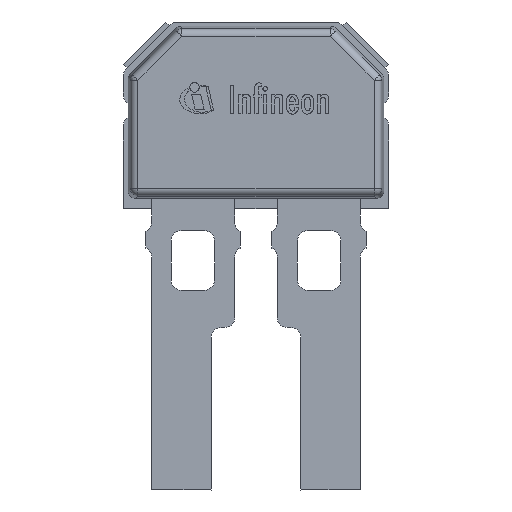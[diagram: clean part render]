
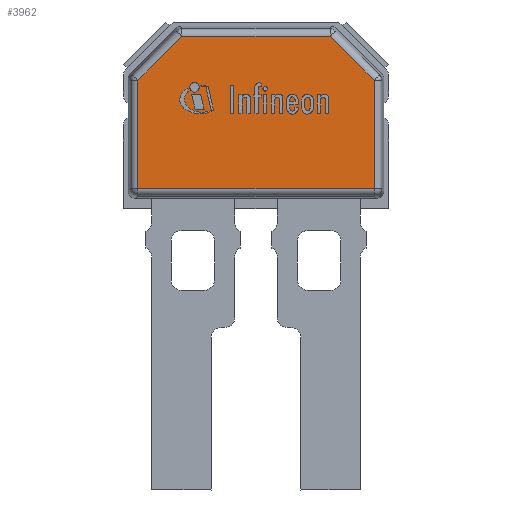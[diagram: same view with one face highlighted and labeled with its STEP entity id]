
A CAD part, left-side view. The second image highlights one B-rep face of the part: STEP entity #3962.
In plain terms, the highlighted planar face has unit normal (-1, 0, 0).
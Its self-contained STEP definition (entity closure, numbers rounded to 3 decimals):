
#212=PLANE('',#4254);
#386=LINE('',#5592,#750);
#388=LINE('',#5623,#752);
#390=LINE('',#5626,#754);
#394=LINE('',#5635,#758);
#400=LINE('',#5650,#764);
#402=LINE('',#5653,#766);
#750=VECTOR('',#4562,1.);
#752=VECTOR('',#4598,1.);
#754=VECTOR('',#4602,1.);
#758=VECTOR('',#4612,1.);
#764=VECTOR('',#4628,1.);
#766=VECTOR('',#4632,1.);
#1188=FACE_OUTER_BOUND('',#1436,.T.);
#1436=EDGE_LOOP('',(#2830,#2831,#2832,#2833,#2834,#2835));
#1764=VERTEX_POINT('',#5581);
#1767=VERTEX_POINT('',#5588);
#1770=VERTEX_POINT('',#5598);
#1771=VERTEX_POINT('',#5602);
#1776=VERTEX_POINT('',#5612);
#1779=VERTEX_POINT('',#5619);
#2152=EDGE_CURVE('',#1764,#1767,#386,.T.);
#2166=EDGE_CURVE('',#1771,#1779,#388,.T.);
#2168=EDGE_CURVE('',#1779,#1776,#390,.T.);
#2173=EDGE_CURVE('',#1776,#1770,#394,.T.);
#2181=EDGE_CURVE('',#1767,#1771,#400,.T.);
#2183=EDGE_CURVE('',#1770,#1764,#402,.T.);
#2830=ORIENTED_EDGE('',*,*,#2166,.F.);
#2831=ORIENTED_EDGE('',*,*,#2181,.F.);
#2832=ORIENTED_EDGE('',*,*,#2152,.F.);
#2833=ORIENTED_EDGE('',*,*,#2183,.F.);
#2834=ORIENTED_EDGE('',*,*,#2173,.F.);
#2835=ORIENTED_EDGE('',*,*,#2168,.F.);
#3962=ADVANCED_FACE('',(#1188),#212,.T.);
#4254=AXIS2_PLACEMENT_3D('',#5683,#4666,#4667);
#4562=DIRECTION('',(0.,0.,1.));
#4598=DIRECTION('',(0.,-1.,0.));
#4602=DIRECTION('',(0.,-0.707,-0.707));
#4612=DIRECTION('',(0.,0.,-1.));
#4628=DIRECTION('',(0.,-0.707,0.707));
#4632=DIRECTION('',(0.,1.,0.));
#4666=DIRECTION('center_axis',(-1.,0.,0.));
#4667=DIRECTION('ref_axis',(0.,-1.,0.));
#5581=CARTESIAN_POINT('',(-0.62,2.378,2.797));
#5588=CARTESIAN_POINT('',(-0.62,2.378,4.979));
#5592=CARTESIAN_POINT('',(-0.62,2.378,3.47));
#5598=CARTESIAN_POINT('',(-0.62,-2.378,2.797));
#5602=CARTESIAN_POINT('',(-0.62,1.494,5.863));
#5612=CARTESIAN_POINT('',(-0.62,-2.378,4.979));
#5619=CARTESIAN_POINT('',(-0.62,-1.494,5.863));
#5623=CARTESIAN_POINT('',(-0.62,0.756,5.863));
#5626=CARTESIAN_POINT('',(-0.62,-1.532,5.825));
#5635=CARTESIAN_POINT('',(-0.62,-2.378,4.594));
#5650=CARTESIAN_POINT('',(-0.62,1.988,5.369));
#5653=CARTESIAN_POINT('',(-0.62,-1.212,2.797));
#5683=CARTESIAN_POINT('Origin',(-0.62,0.,
4.19));
